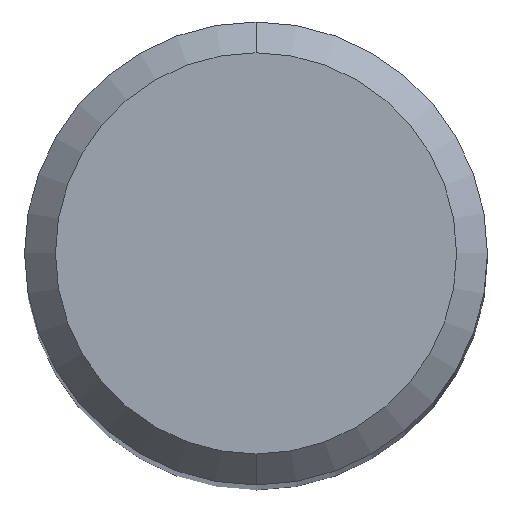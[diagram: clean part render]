
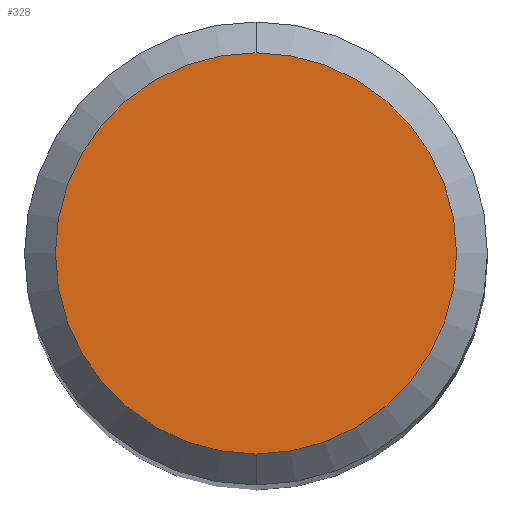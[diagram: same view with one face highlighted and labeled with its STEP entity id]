
A CAD part, top view. The second image highlights one B-rep face of the part: STEP entity #328.
In plain terms, the highlighted planar face has unit normal (0, 0, 1).
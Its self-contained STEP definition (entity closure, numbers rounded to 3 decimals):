
#198=VERTEX_POINT('',#494);
#296=VERTEX_POINT('',#603);
#304=EDGE_CURVE('',#296,#198,#613,.T.);
#328=ADVANCED_FACE('',(#638),#639,.T.);
#364=EDGE_CURVE('',#198,#296,#675,.T.);
#494=CARTESIAN_POINT('',(0.,-2.6,0.0));
#603=CARTESIAN_POINT('',(0.0,2.6,0.0));
#613=CIRCLE('',#1148,2.6);
#638=FACE_OUTER_BOUND('',#1177,.T.);
#639=PLANE('',#1178);
#675=CIRCLE('',#1243,2.6);
#1148=AXIS2_PLACEMENT_3D('',#1575,#1576,#1577);
#1177=EDGE_LOOP('',(#1589,#1590));
#1178=AXIS2_PLACEMENT_3D('',#1591,#1592,#1593);
#1243=AXIS2_PLACEMENT_3D('',#1614,#1615,#1616);
#1575=CARTESIAN_POINT('',(0.0,0.0,0.0));
#1576=DIRECTION('',(0.0,0.0,-1.0));
#1577=DIRECTION('',(0.0,1.0,0.0));
#1589=ORIENTED_EDGE('',*,*,#304,.F.);
#1590=ORIENTED_EDGE('',*,*,#364,.F.);
#1591=CARTESIAN_POINT('',(0.0,1.3,0.0));
#1592=DIRECTION('',(-0.0,0.0,1.0));
#1593=DIRECTION('',(0.0,-1.0,0.0));
#1614=CARTESIAN_POINT('',(0.0,0.0,0.0));
#1615=DIRECTION('',(0.0,0.0,-1.0));
#1616=DIRECTION('',(0.0,1.0,0.0));
